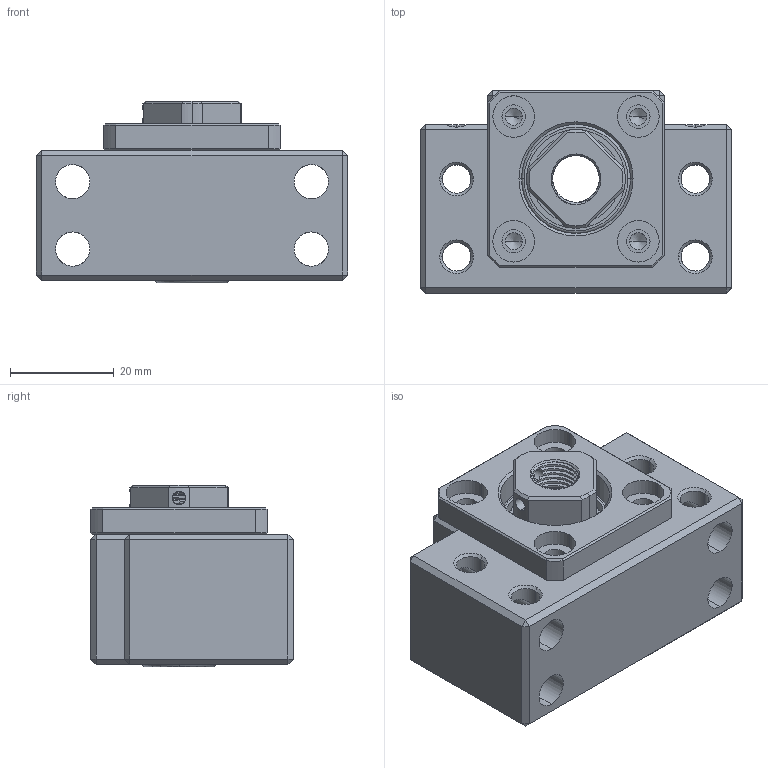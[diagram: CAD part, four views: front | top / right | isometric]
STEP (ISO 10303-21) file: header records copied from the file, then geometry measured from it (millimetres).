
FILE_DESCRIPTION (( 'STEP AP214' ), '1' );
FILE_NAME ('BK10.STEP', '2025-11-07T08:33:18', ( '' ), ( '' ), 'SwSTEP 2.0', 'SolidWorks 2024', '' );
FILE_SCHEMA (( 'AUTOMOTIVE_DESIGN' ));
Length unit declared in the file: millimetre
Products named in the file (1): BK10
Bounding box: 60 x 39 x 35 mm (x, y, z)
Volume: 45808 mm3; surface area: 27006.1 mm2
Topology: 29 solids, 29 shells, 785 faces, 2001 edges, 1248 vertices
Faces by surface type: plane 267, cylinder 155, bspline 121, torus 110, cone 78, sphere 54
Entity records: 39906 total; most frequent: CARTESIAN_POINT 22025, ORIENTED_EDGE 3770, DIRECTION 3388, EDGE_CURVE 1885, AXIS2_PLACEMENT_3D 1252, VERTEX_POINT 1178, LINE 884, VECTOR 884
